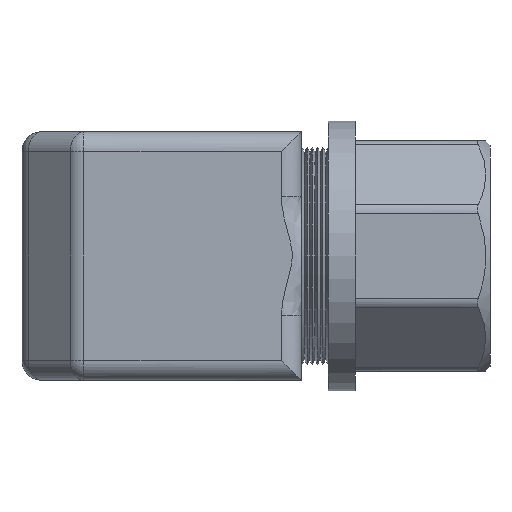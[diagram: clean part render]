
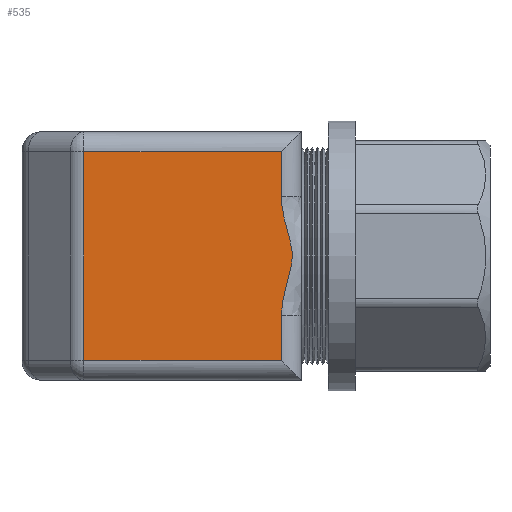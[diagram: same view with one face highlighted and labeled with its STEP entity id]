
A CAD part, left-side view. The second image highlights one B-rep face of the part: STEP entity #535.
In plain terms, the highlighted planar face has unit normal (-1, 0, 0).
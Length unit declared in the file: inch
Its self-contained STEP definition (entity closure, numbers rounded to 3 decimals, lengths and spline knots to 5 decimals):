
#411 = ORIENTED_EDGE ( 'NONE', *, *, #597, .T. ) ;
#535 = ADVANCED_FACE ( 'NONE', ( #2590 ), #2588, .F. ) ;
#536 = EDGE_LOOP ( 'NONE', ( #537, #571, #6419, #411, #6430, #595 ) ) ;
#537 = ORIENTED_EDGE ( 'NONE', *, *, #538, .T. ) ;
#538 = EDGE_CURVE ( 'NONE', #569, #570, #2589, .T. ) ;
#569 = VERTEX_POINT ( 'NONE', #2654 ) ;
#570 = VERTEX_POINT ( 'NONE', #2649 ) ;
#571 = ORIENTED_EDGE ( 'NONE', *, *, #572, .T. ) ;
#572 = EDGE_CURVE ( 'NONE', #570, #5971, #2648, .T. ) ;
#594 = VERTEX_POINT ( 'NONE', #2727 ) ;
#595 = ORIENTED_EDGE ( 'NONE', *, *, #596, .T. ) ;
#596 = EDGE_CURVE ( 'NONE', #6431, #569, #2726, .T. ) ;
#597 = EDGE_CURVE ( 'NONE', #6443, #594, #2722, .T. ) ;
#2581 = DIRECTION ( 'NONE',  ( 0., 1., 0. ) ) ;
#2582 = VECTOR ( 'NONE', #2581, 39.37008 ) ;
#2583 = CARTESIAN_POINT ( 'NONE',  ( -0.41802, 1.56543, 0.395 ) ) ;
#2584 = DIRECTION ( 'NONE',  ( 0., 0., -1. ) ) ;
#2585 = DIRECTION ( 'NONE',  ( 1., 0., 0. ) ) ;
#2586 = CARTESIAN_POINT ( 'NONE',  ( -0.41802, 0.714, 0.47 ) ) ;
#2587 = AXIS2_PLACEMENT_3D ( 'NONE', #2586, #2585, #2584 ) ;
#2588 = PLANE ( 'NONE',  #2587 ) ;
#2589 = LINE ( 'NONE', #2583, #2582 ) ;
#2590 = FACE_OUTER_BOUND ( 'NONE', #536, .T. ) ;
#2646 = VECTOR ( 'NONE', #2706, 39.37008 ) ;
#2647 = CARTESIAN_POINT ( 'NONE',  ( -0.41802, 1.53609, 0.47 ) ) ;
#2648 = LINE ( 'NONE', #2647, #2646 ) ;
#2649 = CARTESIAN_POINT ( 'NONE',  ( -0.41802, 1.53609, 0.395 ) ) ;
#2654 = CARTESIAN_POINT ( 'NONE',  ( -0.41802, 0.789, 0.395 ) ) ;
#2706 = DIRECTION ( 'NONE',  ( 0., 0., -1. ) ) ;
#2719 = DIRECTION ( 'NONE',  ( 0., 0., 1. ) ) ;
#2720 = VECTOR ( 'NONE', #2719, 39.37008 ) ;
#2721 = CARTESIAN_POINT ( 'NONE',  ( -0.41802, 0.789, 0.47 ) ) ;
#2722 = LINE ( 'NONE', #2721, #2720 ) ;
#2723 = DIRECTION ( 'NONE',  ( 0., 0., 1. ) ) ;
#2724 = VECTOR ( 'NONE', #2723, 39.37008 ) ;
#2725 = CARTESIAN_POINT ( 'NONE',  ( -0.41802, 0.789, 0.47 ) ) ;
#2726 = LINE ( 'NONE', #2725, #2724 ) ;
#2727 = CARTESIAN_POINT ( 'NONE',  ( -0.41802, 0.789, -0.22459 ) ) ;
#4726 = CARTESIAN_POINT ( 'NONE',  ( -0.41802, 1.53609, -0.395 ) ) ;
#5000 = DIRECTION ( 'NONE',  ( 0., -1., 0. ) ) ;
#5001 = VECTOR ( 'NONE', #5000, 39.37008 ) ;
#5002 = CARTESIAN_POINT ( 'NONE',  ( -0.41802, 0.714, -0.395 ) ) ;
#5003 = LINE ( 'NONE', #5002, #5001 ) ;
#5649 = CARTESIAN_POINT ( 'NONE',  ( -0.41802, 0.789, 0.22459 ) ) ;
#5669 = CARTESIAN_POINT ( 'NONE',  ( -0.41802, 0.76577, 0.0939 ) ) ;
#5670 = CARTESIAN_POINT ( 'NONE',  ( -0.41802, 0.76034, 0.07561 ) ) ;
#5671 = CARTESIAN_POINT ( 'NONE',  ( -0.41802, 0.75131, 0.03869 ) ) ;
#5672 = CARTESIAN_POINT ( 'NONE',  ( -0.41802, 0.74782, 0.02002 ) ) ;
#5673 = CARTESIAN_POINT ( 'NONE',  ( -0.41802, 0.7477, -0.00898 ) ) ;
#5674 = CARTESIAN_POINT ( 'NONE',  ( -0.41802, 0.74852, -0.01869 ) ) ;
#5675 = CARTESIAN_POINT ( 'NONE',  ( -0.41802, 0.75136, -0.03766 ) ) ;
#5676 = CARTESIAN_POINT ( 'NONE',  ( -0.41802, 0.75337, -0.04702 ) ) ;
#5677 = CARTESIAN_POINT ( 'NONE',  ( -0.41802, 0.76014, -0.07491 ) ) ;
#5678 = CARTESIAN_POINT ( 'NONE',  ( -0.41802, 0.7656, -0.0933 ) ) ;
#5679 = CARTESIAN_POINT ( 'NONE',  ( -0.41802, 0.77557, -0.13029 ) ) ;
#5680 = CARTESIAN_POINT ( 'NONE',  ( -0.41802, 0.78015, -0.14887 ) ) ;
#5681 = CARTESIAN_POINT ( 'NONE',  ( -0.41802, 0.78683, -0.18638 ) ) ;
#5688 = CARTESIAN_POINT ( 'NONE',  ( -0.41802, 0.789, -0.20532 ) ) ;
#5689 = CARTESIAN_POINT ( 'NONE',  ( -0.41802, 0.789, -0.22459 ) ) ;
#5690 = B_SPLINE_CURVE_WITH_KNOTS ( 'NONE', 3,
 ( #5689, #5688, #5681, #5680, #5679, #5678, #5677, #5676, #5675, #5674, #5673, #5672, #5671, #5670, #5669, #5731, #5730, #5729, #5728, #5727 ),
 .UNSPECIFIED., .F., .F.,
 ( 4, 2, 2, 2, 2, 2, 2, 2, 2, 4 ),
 ( 0., 0.00145, 0.0029, 0.00435, 0.00508, 0.00581, 0.00726, 0.00871, 0.01016, 0.01161 ),
 .UNSPECIFIED. ) ;
#5696 = CARTESIAN_POINT ( 'NONE',  ( -0.41802, 0.789, -0.395 ) ) ;
#5727 = CARTESIAN_POINT ( 'NONE',  ( -0.41802, 0.789, 0.22459 ) ) ;
#5728 = CARTESIAN_POINT ( 'NONE',  ( -0.41802, 0.789, 0.20545 ) ) ;
#5729 = CARTESIAN_POINT ( 'NONE',  ( -0.41802, 0.78684, 0.18646 ) ) ;
#5730 = CARTESIAN_POINT ( 'NONE',  ( -0.41802, 0.7802, 0.14911 ) ) ;
#5731 = CARTESIAN_POINT ( 'NONE',  ( -0.41802, 0.77566, 0.13065 ) ) ;
#5971 = VERTEX_POINT ( 'NONE', #4726 ) ;
#6138 = EDGE_CURVE ( 'NONE', #5971, #6443, #5003, .T. ) ;
#6419 = ORIENTED_EDGE ( 'NONE', *, *, #6138, .T. ) ;
#6430 = ORIENTED_EDGE ( 'NONE', *, *, #6444, .T. ) ;
#6431 = VERTEX_POINT ( 'NONE', #5649 ) ;
#6443 = VERTEX_POINT ( 'NONE', #5696 ) ;
#6444 = EDGE_CURVE ( 'NONE', #594, #6431, #5690, .T. ) ;
